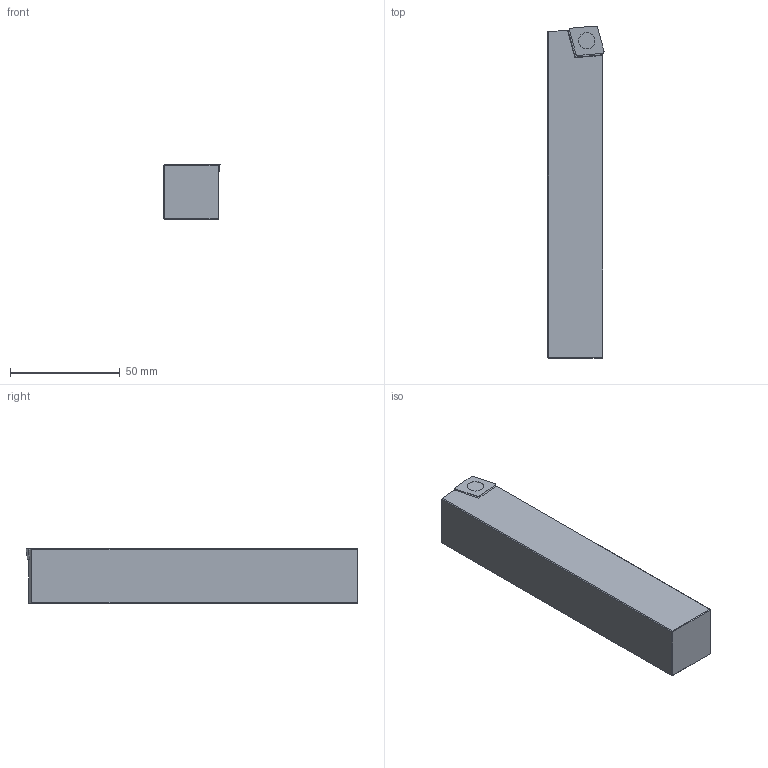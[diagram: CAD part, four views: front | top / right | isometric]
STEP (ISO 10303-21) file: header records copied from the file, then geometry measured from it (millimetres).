
FILE_DESCRIPTION(/* description */ (''),/* implementation_level */ '2;1');
FILE_NAME(/* name */ 'SCBCL2525M12MA_SIM.stp',/* time_stamp */ '2021-06-18T11:15:14+02:00',/* author */ (''),/* organization */ (''),/* preprocessor_version */ 'ST-DEVELOPER v16.7',/* originating_system */ 'SIEMENS PLM Software NX 12.0',/* authorisation */ '');
FILE_SCHEMA (('AUTOMOTIVE_DESIGN { 1 0 10303 214 3 1 1 1 }'));
Length unit declared in the file: millimetre
Products named in the file (1): krab1A745DA0vzac
Bounding box: 25.59 x 151.56 x 25 mm (x, y, z)
Volume: 93545.3 mm3; surface area: 16540.3 mm2
Topology: 2 solids, 2 shells, 41 faces, 95 edges, 58 vertices
Faces by surface type: plane 32, cylinder 4, bspline 4, torus 1
Full cylindrical faces by diameter (mm): 5.5 x1, 7.5 x1
Entity records: 1414 total; most frequent: CARTESIAN_POINT 510, ORIENTED_EDGE 182, DIRECTION 162, EDGE_CURVE 91, LINE 64, VECTOR 64, VERTEX_POINT 57, AXIS2_PLACEMENT_3D 49
